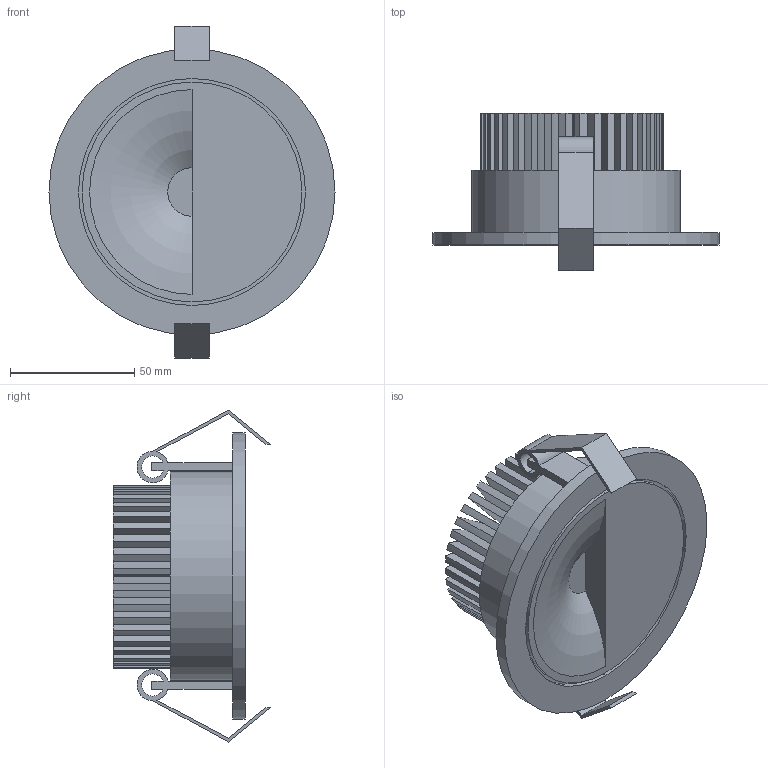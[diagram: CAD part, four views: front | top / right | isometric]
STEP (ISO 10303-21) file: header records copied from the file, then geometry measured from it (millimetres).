
FILE_DESCRIPTION (( 'STEP AP214' ), '1' );
FILE_NAME ('SPLAY 09 WH DWW 3000K (with driver).STEP', '2018-07-18T08:10:34', ( '' ), ( '' ), 'SwSTEP 2.0', 'SolidWorks 2013', '' );
FILE_SCHEMA (( 'AUTOMOTIVE_DESIGN' ));
Length unit declared in the file: millimetre
Products named in the file (1): SPLAY 09 WH DWW 3000K (with driver)
Bounding box: 115 x 63.34 x 133.47 mm (x, y, z)
Volume: 235175.6 mm3; surface area: 91726.1 mm2
Topology: 1 solids, 1 shells, 251 faces, 609 edges, 406 vertices
Faces by surface type: plane 151, cylinder 99, torus 1
Entity records: 7427 total; most frequent: DIRECTION 1315, CARTESIAN_POINT 1267, ORIENTED_EDGE 1218, EDGE_CURVE 609, AXIS2_PLACEMENT_3D 454, VECTOR 407, LINE 407, VERTEX_POINT 406
